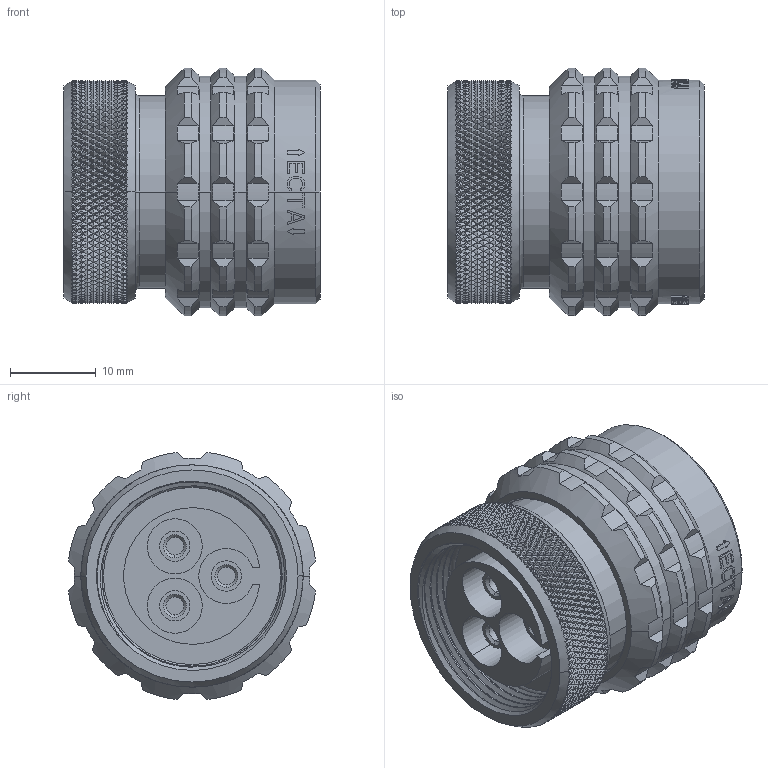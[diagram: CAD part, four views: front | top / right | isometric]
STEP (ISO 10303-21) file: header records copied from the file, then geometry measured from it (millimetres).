
FILE_DESCRIPTION((''),'2;1');
FILE_NAME('1331M303AMZ','2021-03-19T11:57:34',('cgregory'),('NET AG system integration'),'CREO PARAMETRIC BY PTC INC, 2019292','CREO PARAMETRIC BY PTC INC, 2019292','');
FILE_SCHEMA(('AUTOMOTIVE_DESIGN { 1 0 10303 214 1 1 1 1 }'));
Products named in the file (1): 1331M303AMZ
Bounding box: 29.8 x 28.79 x 28.79 mm (x, y, z)
Volume: 12438.8 mm3; surface area: 10427.3 mm2
Topology: 2 solids, 4 shells, 6253 faces, 13996 edges, 7766 vertices
Faces by surface type: plane 4831, cylinder 1309, torus 58, cone 35, bspline 12, sphere 8
Entity records: 217245 total; most frequent: CARTESIAN_POINT 48544, ORIENTED_EDGE 27976, DIRECTION 21746, EDGE_CURVE 13988, VERTEX_POINT 7766, AXIS2_PLACEMENT_3D 7263, VECTOR 7217, LINE 7217
